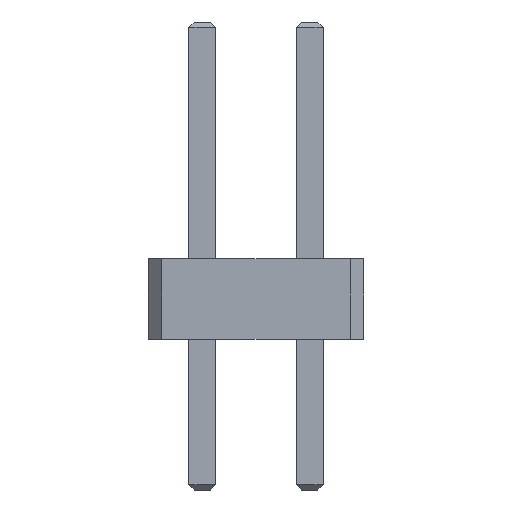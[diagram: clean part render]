
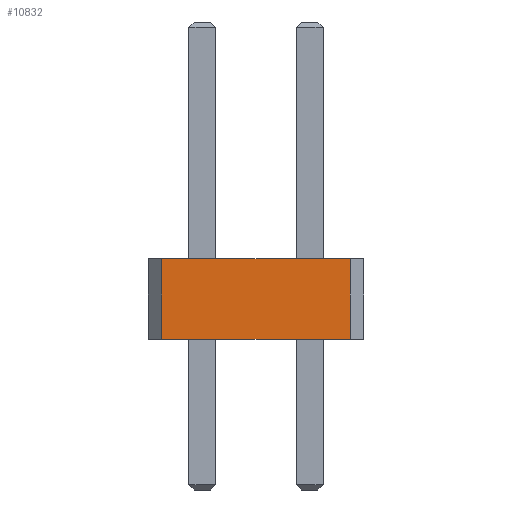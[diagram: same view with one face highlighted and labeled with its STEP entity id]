
A CAD part, front view. The second image highlights one B-rep face of the part: STEP entity #10832.
In plain terms, the highlighted planar face has unit normal (0, -1, 0).
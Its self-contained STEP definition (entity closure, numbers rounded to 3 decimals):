
#44 = PLANE('',#45);
#45 = AXIS2_PLACEMENT_3D('',#46,#47,#48);
#46 = CARTESIAN_POINT('',(-1.,0.75,0.));
#47 = DIRECTION('',(0.,0.,-1.));
#48 = DIRECTION('',(0.,1.,0.));
#100 = PLANE('',#101);
#101 = AXIS2_PLACEMENT_3D('',#102,#103,#104);
#102 = CARTESIAN_POINT('',(-1.,0.75,1.5));
#103 = DIRECTION('',(0.,0.,-1.));
#104 = DIRECTION('',(-1.,0.,0.));
#1169 = VERTEX_POINT('',#1170);
#1170 = CARTESIAN_POINT('',(2.75,-23.,0.));
#1184 = PLANE('',#1185);
#1185 = AXIS2_PLACEMENT_3D('',#1186,#1187,#1188);
#1186 = CARTESIAN_POINT('',(2.875,-22.875,0.));
#1187 = DIRECTION('',(0.707,-0.707,0.));
#1188 = DIRECTION('',(0.,0.,-1.));
#1196 = EDGE_CURVE('',#1197,#1169,#1199,.T.);
#1197 = VERTEX_POINT('',#1198);
#1198 = CARTESIAN_POINT('',(-0.75,-23.,0.));
#1199 = SURFACE_CURVE('',#1200,(#1204,#1211),.PCURVE_S1.);
#1200 = LINE('',#1201,#1202);
#1201 = CARTESIAN_POINT('',(-1.,-23.,0.));
#1202 = VECTOR('',#1203,1.);
#1203 = DIRECTION('',(1.,0.,0.));
#1204 = PCURVE('',#44,#1205);
#1205 = DEFINITIONAL_REPRESENTATION('',(#1206),#1210);
#1206 = LINE('',#1207,#1208);
#1207 = CARTESIAN_POINT('',(-23.75,0.));
#1208 = VECTOR('',#1209,1.);
#1209 = DIRECTION('',(0.,1.));
#1210 = ( GEOMETRIC_REPRESENTATION_CONTEXT(2) 
PARAMETRIC_REPRESENTATION_CONTEXT() REPRESENTATION_CONTEXT('2D SPACE',''
  ) );
#1211 = PCURVE('',#1212,#1217);
#1212 = PLANE('',#1213);
#1213 = AXIS2_PLACEMENT_3D('',#1214,#1215,#1216);
#1214 = CARTESIAN_POINT('',(-1.,-23.,0.));
#1215 = DIRECTION('',(0.,1.,0.));
#1216 = DIRECTION('',(1.,0.,0.));
#1217 = DEFINITIONAL_REPRESENTATION('',(#1218),#1222);
#1218 = LINE('',#1219,#1220);
#1219 = CARTESIAN_POINT('',(0.,0.));
#1220 = VECTOR('',#1221,1.);
#1221 = DIRECTION('',(1.,0.));
#1222 = ( GEOMETRIC_REPRESENTATION_CONTEXT(2) 
PARAMETRIC_REPRESENTATION_CONTEXT() REPRESENTATION_CONTEXT('2D SPACE',''
  ) );
#1240 = PLANE('',#1241);
#1241 = AXIS2_PLACEMENT_3D('',#1242,#1243,#1244);
#1242 = CARTESIAN_POINT('',(-0.875,-22.875,0.));
#1243 = DIRECTION('',(-0.707,-0.707,0.));
#1244 = DIRECTION('',(0.,0.,-1.));
#5628 = VERTEX_POINT('',#5629);
#5629 = CARTESIAN_POINT('',(2.75,-23.,1.5));
#5650 = EDGE_CURVE('',#5651,#5628,#5653,.T.);
#5651 = VERTEX_POINT('',#5652);
#5652 = CARTESIAN_POINT('',(-0.75,-23.,1.5));
#5653 = SURFACE_CURVE('',#5654,(#5658,#5665),.PCURVE_S1.);
#5654 = LINE('',#5655,#5656);
#5655 = CARTESIAN_POINT('',(-1.,-23.,1.5));
#5656 = VECTOR('',#5657,1.);
#5657 = DIRECTION('',(1.,0.,0.));
#5658 = PCURVE('',#100,#5659);
#5659 = DEFINITIONAL_REPRESENTATION('',(#5660),#5664);
#5660 = LINE('',#5661,#5662);
#5661 = CARTESIAN_POINT('',(0.,-23.75));
#5662 = VECTOR('',#5663,1.);
#5663 = DIRECTION('',(-1.,0.));
#5664 = ( GEOMETRIC_REPRESENTATION_CONTEXT(2) 
PARAMETRIC_REPRESENTATION_CONTEXT() REPRESENTATION_CONTEXT('2D SPACE',''
  ) );
#5665 = PCURVE('',#1212,#5666);
#5666 = DEFINITIONAL_REPRESENTATION('',(#5667),#5671);
#5667 = LINE('',#5668,#5669);
#5668 = CARTESIAN_POINT('',(0.,-1.5));
#5669 = VECTOR('',#5670,1.);
#5670 = DIRECTION('',(1.,0.));
#5671 = ( GEOMETRIC_REPRESENTATION_CONTEXT(2) 
PARAMETRIC_REPRESENTATION_CONTEXT() REPRESENTATION_CONTEXT('2D SPACE',''
  ) );
#10812 = EDGE_CURVE('',#1197,#5651,#10813,.T.);
#10813 = SURFACE_CURVE('',#10814,(#10818,#10825),.PCURVE_S1.);
#10814 = LINE('',#10815,#10816);
#10815 = CARTESIAN_POINT('',(-0.75,-23.,0.));
#10816 = VECTOR('',#10817,1.);
#10817 = DIRECTION('',(0.,0.,1.));
#10818 = PCURVE('',#1240,#10819);
#10819 = DEFINITIONAL_REPRESENTATION('',(#10820),#10824);
#10820 = LINE('',#10821,#10822);
#10821 = CARTESIAN_POINT('',(0.,0.177));
#10822 = VECTOR('',#10823,1.);
#10823 = DIRECTION('',(-1.,0.));
#10824 = ( GEOMETRIC_REPRESENTATION_CONTEXT(2) 
PARAMETRIC_REPRESENTATION_CONTEXT() REPRESENTATION_CONTEXT('2D SPACE',''
  ) );
#10825 = PCURVE('',#1212,#10826);
#10826 = DEFINITIONAL_REPRESENTATION('',(#10827),#10831);
#10827 = LINE('',#10828,#10829);
#10828 = CARTESIAN_POINT('',(0.25,0.));
#10829 = VECTOR('',#10830,1.);
#10830 = DIRECTION('',(0.,-1.));
#10831 = ( GEOMETRIC_REPRESENTATION_CONTEXT(2) 
PARAMETRIC_REPRESENTATION_CONTEXT() REPRESENTATION_CONTEXT('2D SPACE',''
  ) );
#10832 = ADVANCED_FACE('',(#10833),#1212,.F.);
#10833 = FACE_BOUND('',#10834,.F.);
#10834 = EDGE_LOOP('',(#10835,#10836,#10837,#10838));
#10835 = ORIENTED_EDGE('',*,*,#1196,.F.);
#10836 = ORIENTED_EDGE('',*,*,#10812,.T.);
#10837 = ORIENTED_EDGE('',*,*,#5650,.T.);
#10838 = ORIENTED_EDGE('',*,*,#10839,.F.);
#10839 = EDGE_CURVE('',#1169,#5628,#10840,.T.);
#10840 = SURFACE_CURVE('',#10841,(#10845,#10852),.PCURVE_S1.);
#10841 = LINE('',#10842,#10843);
#10842 = CARTESIAN_POINT('',(2.75,-23.,0.));
#10843 = VECTOR('',#10844,1.);
#10844 = DIRECTION('',(0.,0.,1.));
#10845 = PCURVE('',#1212,#10846);
#10846 = DEFINITIONAL_REPRESENTATION('',(#10847),#10851);
#10847 = LINE('',#10848,#10849);
#10848 = CARTESIAN_POINT('',(3.75,0.));
#10849 = VECTOR('',#10850,1.);
#10850 = DIRECTION('',(0.,-1.));
#10851 = ( GEOMETRIC_REPRESENTATION_CONTEXT(2) 
PARAMETRIC_REPRESENTATION_CONTEXT() REPRESENTATION_CONTEXT('2D SPACE',''
  ) );
#10852 = PCURVE('',#1184,#10853);
#10853 = DEFINITIONAL_REPRESENTATION('',(#10854),#10858);
#10854 = LINE('',#10855,#10856);
#10855 = CARTESIAN_POINT('',(0.,-0.177));
#10856 = VECTOR('',#10857,1.);
#10857 = DIRECTION('',(-1.,0.));
#10858 = ( GEOMETRIC_REPRESENTATION_CONTEXT(2) 
PARAMETRIC_REPRESENTATION_CONTEXT() REPRESENTATION_CONTEXT('2D SPACE',''
  ) );
